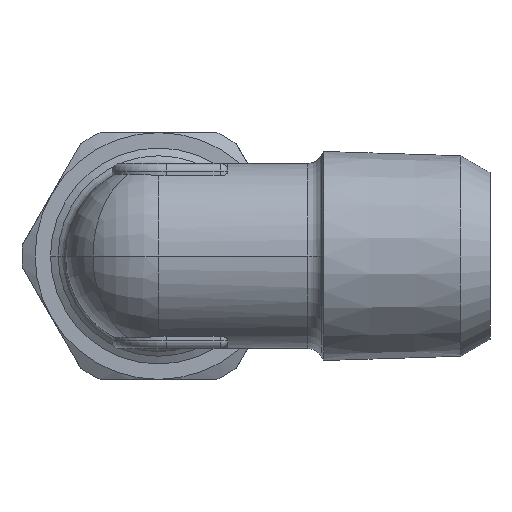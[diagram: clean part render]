
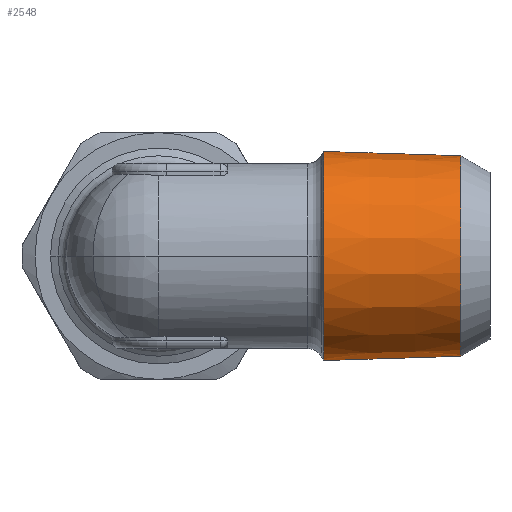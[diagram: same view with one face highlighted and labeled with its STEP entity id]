
A CAD part, left-side view. The second image highlights one B-rep face of the part: STEP entity #2548.
In plain terms, the highlighted conical face has half-angle 1.788 degrees and reference radius 6.831 mm.
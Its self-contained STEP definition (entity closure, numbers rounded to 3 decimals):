
#482 = CARTESIAN_POINT ( 'NONE',  ( 0., -19.595, 0. ) ) ;
#483 = DIRECTION ( 'NONE',  ( 0., -1., 0. ) ) ;
#484 = DIRECTION ( 'NONE',  ( 0., 0., -1. ) ) ;
#619 = EDGE_CURVE ( 'NONE', #2941, #2932, #2311, .T. ) ;
#688 = AXIS2_PLACEMENT_3D ( 'NONE', #482, #483, #484 ) ;
#732 = AXIS2_PLACEMENT_3D ( 'NONE', #2009, #2010, #2008 ) ;
#847 = CARTESIAN_POINT ( 'NONE',  ( 0., -10.717, 0. ) ) ;
#848 = DIRECTION ( 'NONE',  ( 0., -1., 0. ) ) ;
#849 = DIRECTION ( 'NONE',  ( 0., 0., 1. ) ) ;
#1159 = CARTESIAN_POINT ( 'NONE',  ( 0., -10.717, 0. ) ) ;
#1161 = DIRECTION ( 'NONE',  ( 0., -1., 0. ) ) ;
#1162 = DIRECTION ( 'NONE',  ( 0., 0., 1. ) ) ;
#1241 = EDGE_LOOP ( 'NONE', ( #2922, #2923, #2924, #2925, #2926 ) ) ;
#1451 = CARTESIAN_POINT ( 'NONE',  ( 0., -19.595, -6.5 ) ) ;
#1458 = CARTESIAN_POINT ( 'NONE',  ( 0., -19.595, 6.5 ) ) ;
#1459 = CARTESIAN_POINT ( 'NONE',  ( 0., -10.717, -6.777 ) ) ;
#1461 = CARTESIAN_POINT ( 'NONE',  ( 0., -10.717, 6.777 ) ) ;
#1477 = CARTESIAN_POINT ( 'NONE',  ( -6.777, -10.717, 0. ) ) ;
#1571 = DIRECTION ( 'NONE',  ( 0., 1., -0.031 ) ) ;
#1599 = CARTESIAN_POINT ( 'NONE',  ( 0., -9., -6.831 ) ) ;
#1603 = CARTESIAN_POINT ( 'NONE',  ( 0., -9., 6.831 ) ) ;
#1604 = DIRECTION ( 'NONE',  ( 0., 1., 0.031 ) ) ;
#1739 = LINE ( 'NONE', #1599, #1757 ) ;
#1757 = VECTOR ( 'NONE', #1571, 1000. ) ;
#1759 = LINE ( 'NONE', #1603, #1761 ) ;
#1761 = VECTOR ( 'NONE', #1604, 1000. ) ;
#1782 = CIRCLE ( 'NONE', #2646, 6.777 ) ;
#1836 = CIRCLE ( 'NONE', #2670, 6.777 ) ;
#2008 = DIRECTION ( 'NONE',  ( 0., 0., 1. ) ) ;
#2009 = CARTESIAN_POINT ( 'NONE',  ( 0., -9., 0. ) ) ;
#2010 = DIRECTION ( 'NONE',  ( 0., 1., 0. ) ) ;
#2311 = CIRCLE ( 'NONE', #688, 6.5 ) ;
#2413 = FACE_OUTER_BOUND ( 'NONE', #1241, .T. ) ;
#2420 = CONICAL_SURFACE ( 'NONE', #732, 6.831, 0.031 ) ;
#2548 = ADVANCED_FACE ( 'NONE', ( #2413 ), #2420, .T. ) ;
#2646 = AXIS2_PLACEMENT_3D ( 'NONE', #847, #848, #849 ) ;
#2670 = AXIS2_PLACEMENT_3D ( 'NONE', #1159, #1161, #1162 ) ;
#2922 = ORIENTED_EDGE ( 'NONE', *, *, #3012, .F. ) ;
#2923 = ORIENTED_EDGE ( 'NONE', *, *, #619, .F. ) ;
#2924 = ORIENTED_EDGE ( 'NONE', *, *, #3015, .T. ) ;
#2925 = ORIENTED_EDGE ( 'NONE', *, *, #3033, .T. ) ;
#2926 = ORIENTED_EDGE ( 'NONE', *, *, #3096, .T. ) ;
#2932 = VERTEX_POINT ( 'NONE', #1451 ) ;
#2941 = VERTEX_POINT ( 'NONE', #1458 ) ;
#2942 = VERTEX_POINT ( 'NONE', #1459 ) ;
#2944 = VERTEX_POINT ( 'NONE', #1461 ) ;
#2960 = VERTEX_POINT ( 'NONE', #1477 ) ;
#3012 = EDGE_CURVE ( 'NONE', #2932, #2942, #1739, .T. ) ;
#3015 = EDGE_CURVE ( 'NONE', #2941, #2944, #1759, .T. ) ;
#3033 = EDGE_CURVE ( 'NONE', #2944, #2960, #1782, .T. ) ;
#3096 = EDGE_CURVE ( 'NONE', #2960, #2942, #1836, .T. ) ;
